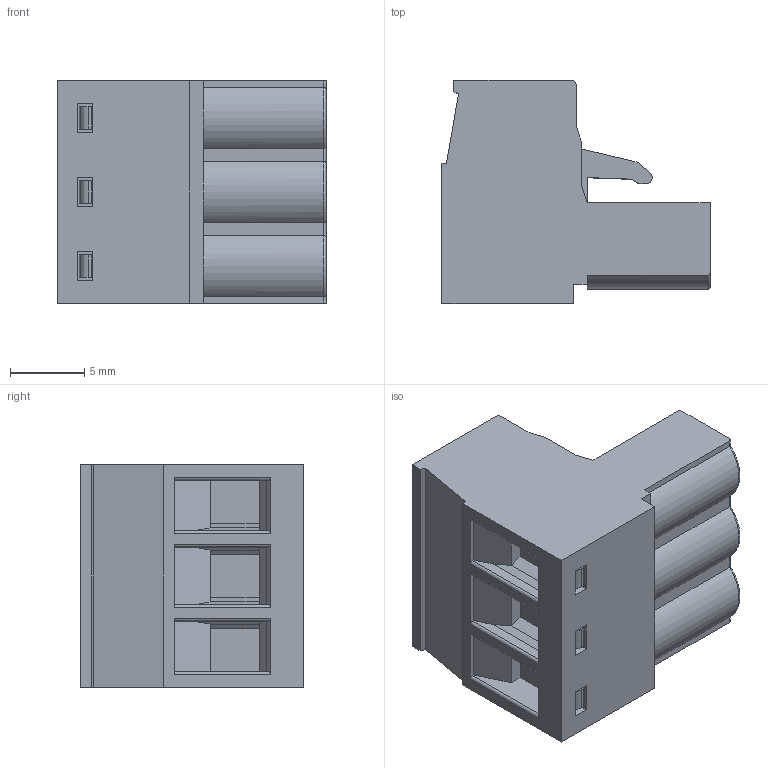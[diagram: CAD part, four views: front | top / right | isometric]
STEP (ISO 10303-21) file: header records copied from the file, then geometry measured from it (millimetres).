
FILE_DESCRIPTION (( 'STEP AP214' ), '1' );
FILE_NAME ('CUI_DEVICES_TBP04P1-500-03GR.step', '2021-12-16T02:04:59', ( '' ), ( '' ), 'SwSTEP 2.0', 'SolidWorks 2021', '' );
FILE_SCHEMA (( 'AUTOMOTIVE_DESIGN' ));
Length unit declared in the file: millimetre
Products named in the file (1): CUI_DEVICES_TBP04P1-500-03GR
Bounding box: 18.1 x 15.05 x 15 mm (x, y, z)
Volume: 2450.7 mm3; surface area: 1951.2 mm2
Topology: 1 solids, 1 shells, 331 faces, 823 edges, 521 vertices
Faces by surface type: plane 185, cylinder 98, torus 24, cone 24
Entity records: 10190 total; most frequent: CARTESIAN_POINT 1796, DIRECTION 1710, ORIENTED_EDGE 1646, EDGE_CURVE 823, AXIS2_PLACEMENT_3D 579, VECTOR 552, LINE 552, VERTEX_POINT 521
